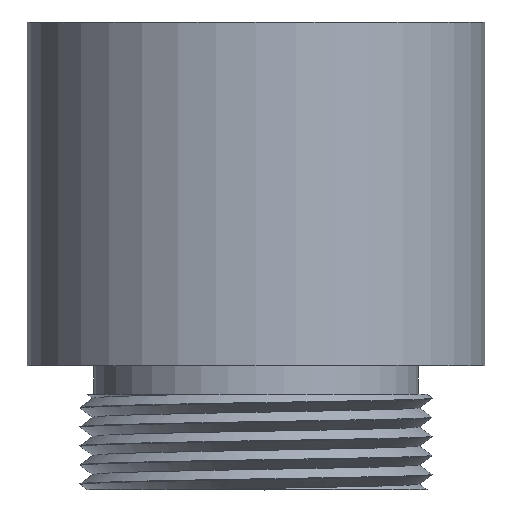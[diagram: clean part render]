
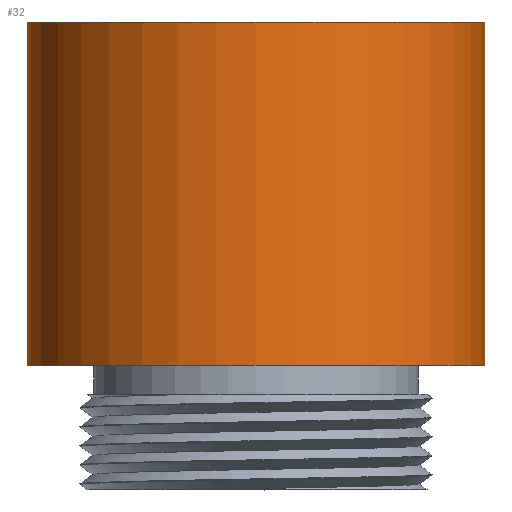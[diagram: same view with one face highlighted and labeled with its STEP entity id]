
A CAD part, top view. The second image highlights one B-rep face of the part: STEP entity #32.
In plain terms, the highlighted cylindrical face has radius 12 mm (diameter 24 mm), a full revolution.
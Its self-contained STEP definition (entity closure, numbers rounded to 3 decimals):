
#22 = EDGE_CURVE ( 'NONE', #1824, #1824, #1868, .T. ) ;
#32 = ADVANCED_FACE ( 'NONE', ( #1807, #1808 ), #1809, .T. ) ;
#36 = EDGE_CURVE ( 'NONE', #1828, #1828, #1877, .T. ) ;
#113 = DIRECTION ( 'NONE',  ( 0., 0., 1. ) ) ;
#114 = DIRECTION ( 'NONE',  ( 0., 1., 0. ) ) ;
#115 = CARTESIAN_POINT ( 'NONE',  ( 0., 24.5, 0. ) ) ;
#206 = DIRECTION ( 'NONE',  ( 0., 0., -1. ) ) ;
#207 = DIRECTION ( 'NONE',  ( 0., -1., 0. ) ) ;
#208 = CARTESIAN_POINT ( 'NONE',  ( 0., 24.5, 0. ) ) ;
#238 = DIRECTION ( 'NONE',  ( 0., 0., 1. ) ) ;
#239 = DIRECTION ( 'NONE',  ( 0., 1., 0. ) ) ;
#240 = CARTESIAN_POINT ( 'NONE',  ( 0., 6.5, 0. ) ) ;
#1341 = CARTESIAN_POINT ( 'NONE',  ( 0., 24.5, 12. ) ) ;
#1345 = CARTESIAN_POINT ( 'NONE',  ( 0., 6.5, 12. ) ) ;
#1708 = ORIENTED_EDGE ( 'NONE', *, *, #22, .T. ) ;
#1723 = ORIENTED_EDGE ( 'NONE', *, *, #36, .F. ) ;
#1758 = EDGE_LOOP ( 'NONE', ( #1723 ) ) ;
#1759 = EDGE_LOOP ( 'NONE', ( #1708 ) ) ;
#1807 = FACE_OUTER_BOUND ( 'NONE', #1758, .T. ) ;
#1808 = FACE_OUTER_BOUND ( 'NONE', #1759, .T. ) ;
#1809 = CYLINDRICAL_SURFACE ( 'NONE', #1848, 12. ) ;
#1824 = VERTEX_POINT ( 'NONE', #1345 ) ;
#1828 = VERTEX_POINT ( 'NONE', #1341 ) ;
#1844 = AXIS2_PLACEMENT_3D ( 'NONE', #115, #114, #113 ) ;
#1848 = AXIS2_PLACEMENT_3D ( 'NONE', #208, #207, #206 ) ;
#1851 = AXIS2_PLACEMENT_3D ( 'NONE', #240, #239, #238 ) ;
#1868 = CIRCLE ( 'NONE', #1851, 12. ) ;
#1877 = CIRCLE ( 'NONE', #1844, 12. ) ;
